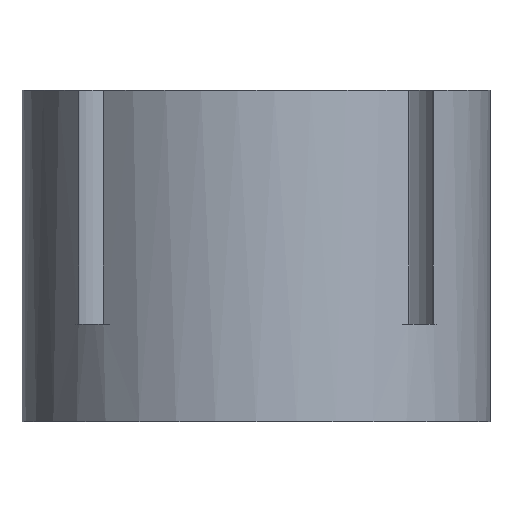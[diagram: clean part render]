
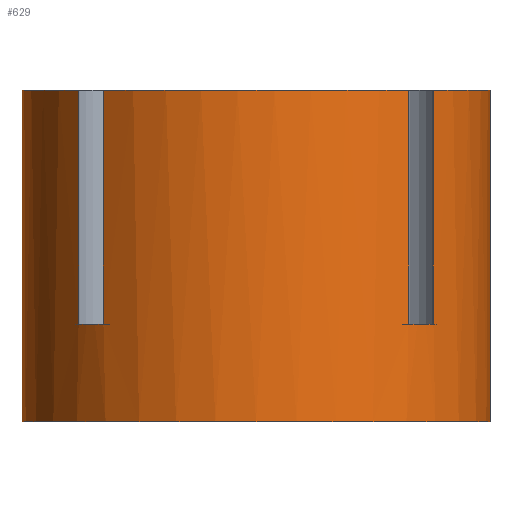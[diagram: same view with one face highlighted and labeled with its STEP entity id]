
A CAD part, front view. The second image highlights one B-rep face of the part: STEP entity #629.
In plain terms, the highlighted cylindrical face has radius 12 mm (diameter 24 mm), a partial arc.
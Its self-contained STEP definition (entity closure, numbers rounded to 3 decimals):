
#4 = AXIS2_PLACEMENT_3D ( 'NONE', #758, #200, #939 ) ;
#13 = EDGE_CURVE ( 'NONE', #779, #232, #158, .T. ) ;
#29 = LINE ( 'NONE', #429, #506 ) ;
#42 = FACE_OUTER_BOUND ( 'NONE', #355, .T. ) ;
#58 = LINE ( 'NONE', #622, #650 ) ;
#67 = EDGE_CURVE ( 'NONE', #984, #521, #389, .T. ) ;
#70 = ORIENTED_EDGE ( 'NONE', *, *, #960, .T. ) ;
#102 = LINE ( 'NONE', #1017, #846 ) ;
#140 = ORIENTED_EDGE ( 'NONE', *, *, #1088, .T. ) ;
#155 = EDGE_CURVE ( 'NONE', #883, #503, #604, .T. ) ;
#158 = CIRCLE ( 'NONE', #370, 12. ) ;
#177 = CARTESIAN_POINT ( 'NONE',  ( 0., 0., 5. ) ) ;
#187 = DIRECTION ( 'NONE',  ( 0., 0., -1. ) ) ;
#200 = DIRECTION ( 'NONE',  ( 0., 0., 1. ) ) ;
#212 = CARTESIAN_POINT ( 'NONE',  ( 12., 0., 17. ) ) ;
#223 = CARTESIAN_POINT ( 'NONE',  ( 0., 0., 17. ) ) ;
#232 = VERTEX_POINT ( 'NONE', #1151 ) ;
#273 = DIRECTION ( 'NONE',  ( 1., 0., 0. ) ) ;
#282 = VERTEX_POINT ( 'NONE', #784 ) ;
#293 = LINE ( 'NONE', #670, #338 ) ;
#300 = CARTESIAN_POINT ( 'NONE',  ( -9.099, -7.824, 5. ) ) ;
#327 = DIRECTION ( 'NONE',  ( 0., 0., -1. ) ) ;
#329 = ORIENTED_EDGE ( 'NONE', *, *, #925, .T. ) ;
#338 = VECTOR ( 'NONE', #1032, 1000. ) ;
#341 = DIRECTION ( 'NONE',  ( -1., 0., 0. ) ) ;
#346 = CARTESIAN_POINT ( 'NONE',  ( 9.099, -7.824, 17. ) ) ;
#349 = ORIENTED_EDGE ( 'NONE', *, *, #155, .F. ) ;
#350 = AXIS2_PLACEMENT_3D ( 'NONE', #573, #1036, #388 ) ;
#355 = EDGE_LOOP ( 'NONE', ( #636, #349, #70, #843, #1164, #520, #329, #404, #792, #1062, #140, #797 ) ) ;
#370 = AXIS2_PLACEMENT_3D ( 'NONE', #177, #1194, #736 ) ;
#373 = VERTEX_POINT ( 'NONE', #543 ) ;
#380 = DIRECTION ( 'NONE',  ( 0., 0., 1. ) ) ;
#385 = DIRECTION ( 'NONE',  ( 0., 0., -1. ) ) ;
#388 = DIRECTION ( 'NONE',  ( 1., 0., 0. ) ) ;
#389 = CIRCLE ( 'NONE', #1159, 12. ) ;
#404 = ORIENTED_EDGE ( 'NONE', *, *, #67, .F. ) ;
#411 = CIRCLE ( 'NONE', #569, 12. ) ;
#429 = CARTESIAN_POINT ( 'NONE',  ( 7.824, -9.099, 11. ) ) ;
#445 = VERTEX_POINT ( 'NONE', #996 ) ;
#448 = CARTESIAN_POINT ( 'NONE',  ( 7.824, -9.099, 17. ) ) ;
#452 = VECTOR ( 'NONE', #380, 1000. ) ;
#472 = DIRECTION ( 'NONE',  ( 1., 0., 0. ) ) ;
#480 = LINE ( 'NONE', #854, #1068 ) ;
#487 = CARTESIAN_POINT ( 'NONE',  ( 0., 0., 0. ) ) ;
#503 = VERTEX_POINT ( 'NONE', #212 ) ;
#506 = VECTOR ( 'NONE', #877, 1000. ) ;
#520 = ORIENTED_EDGE ( 'NONE', *, *, #735, .F. ) ;
#521 = VERTEX_POINT ( 'NONE', #588 ) ;
#523 = CYLINDRICAL_SURFACE ( 'NONE', #710, 12. ) ;
#536 = CIRCLE ( 'NONE', #4, 12. ) ;
#543 = CARTESIAN_POINT ( 'NONE',  ( -12., 0., 0. ) ) ;
#546 = CARTESIAN_POINT ( 'NONE',  ( 7.824, -9.099, 5. ) ) ;
#569 = AXIS2_PLACEMENT_3D ( 'NONE', #223, #602, #970 ) ;
#570 = CARTESIAN_POINT ( 'NONE',  ( -9.099, -7.824, 11. ) ) ;
#573 = CARTESIAN_POINT ( 'NONE',  ( 0., 0., 17. ) ) ;
#581 = CARTESIAN_POINT ( 'NONE',  ( -12., 0., 17. ) ) ;
#588 = CARTESIAN_POINT ( 'NONE',  ( -7.824, -9.099, 5. ) ) ;
#593 = CARTESIAN_POINT ( 'NONE',  ( 0., 0., 17. ) ) ;
#602 = DIRECTION ( 'NONE',  ( 0., 0., 1. ) ) ;
#604 = CIRCLE ( 'NONE', #350, 12. ) ;
#608 = CIRCLE ( 'NONE', #853, 12. ) ;
#622 = CARTESIAN_POINT ( 'NONE',  ( 12., 0., 17. ) ) ;
#626 = EDGE_CURVE ( 'NONE', #890, #804, #536, .T. ) ;
#628 = CARTESIAN_POINT ( 'NONE',  ( -9.099, -7.824, 17. ) ) ;
#629 = ADVANCED_FACE ( 'NONE', ( #42 ), #523, .T. ) ;
#632 = EDGE_CURVE ( 'NONE', #503, #445, #58, .T. ) ;
#636 = ORIENTED_EDGE ( 'NONE', *, *, #632, .F. ) ;
#650 = VECTOR ( 'NONE', #781, 1000. ) ;
#670 = CARTESIAN_POINT ( 'NONE',  ( 9.099, -7.824, 11. ) ) ;
#710 = AXIS2_PLACEMENT_3D ( 'NONE', #593, #327, #341 ) ;
#715 = EDGE_CURVE ( 'NONE', #779, #879, #29, .T. ) ;
#735 = EDGE_CURVE ( 'NONE', #282, #879, #411, .T. ) ;
#736 = DIRECTION ( 'NONE',  ( 1., 0., 0. ) ) ;
#758 = CARTESIAN_POINT ( 'NONE',  ( 0., 0., 17. ) ) ;
#779 = VERTEX_POINT ( 'NONE', #546 ) ;
#781 = DIRECTION ( 'NONE',  ( 0., 0., -1. ) ) ;
#784 = CARTESIAN_POINT ( 'NONE',  ( -7.824, -9.099, 17. ) ) ;
#792 = ORIENTED_EDGE ( 'NONE', *, *, #948, .T. ) ;
#797 = ORIENTED_EDGE ( 'NONE', *, *, #1085, .T. ) ;
#804 = VERTEX_POINT ( 'NONE', #628 ) ;
#843 = ORIENTED_EDGE ( 'NONE', *, *, #13, .F. ) ;
#846 = VECTOR ( 'NONE', #187, 1000. ) ;
#853 = AXIS2_PLACEMENT_3D ( 'NONE', #487, #1101, #273 ) ;
#854 = CARTESIAN_POINT ( 'NONE',  ( -7.824, -9.099, 11. ) ) ;
#877 = DIRECTION ( 'NONE',  ( 0., 0., 1. ) ) ;
#879 = VERTEX_POINT ( 'NONE', #448 ) ;
#883 = VERTEX_POINT ( 'NONE', #346 ) ;
#890 = VERTEX_POINT ( 'NONE', #581 ) ;
#925 = EDGE_CURVE ( 'NONE', #282, #521, #480, .T. ) ;
#939 = DIRECTION ( 'NONE',  ( 1., 0., 0. ) ) ;
#940 = DIRECTION ( 'NONE',  ( 0., 0., 1. ) ) ;
#948 = EDGE_CURVE ( 'NONE', #984, #804, #1116, .T. ) ;
#956 = CARTESIAN_POINT ( 'NONE',  ( 0., 0., 5. ) ) ;
#960 = EDGE_CURVE ( 'NONE', #883, #232, #293, .T. ) ;
#970 = DIRECTION ( 'NONE',  ( 1., 0., 0. ) ) ;
#984 = VERTEX_POINT ( 'NONE', #300 ) ;
#996 = CARTESIAN_POINT ( 'NONE',  ( 12., 0., 0. ) ) ;
#1017 = CARTESIAN_POINT ( 'NONE',  ( -12., 0., 17. ) ) ;
#1032 = DIRECTION ( 'NONE',  ( 0., 0., -1. ) ) ;
#1036 = DIRECTION ( 'NONE',  ( 0., 0., 1. ) ) ;
#1062 = ORIENTED_EDGE ( 'NONE', *, *, #626, .F. ) ;
#1068 = VECTOR ( 'NONE', #385, 1000. ) ;
#1085 = EDGE_CURVE ( 'NONE', #373, #445, #608, .T. ) ;
#1088 = EDGE_CURVE ( 'NONE', #890, #373, #102, .T. ) ;
#1101 = DIRECTION ( 'NONE',  ( 0., 0., 1. ) ) ;
#1116 = LINE ( 'NONE', #570, #452 ) ;
#1151 = CARTESIAN_POINT ( 'NONE',  ( 9.099, -7.824, 5. ) ) ;
#1159 = AXIS2_PLACEMENT_3D ( 'NONE', #956, #940, #472 ) ;
#1164 = ORIENTED_EDGE ( 'NONE', *, *, #715, .T. ) ;
#1194 = DIRECTION ( 'NONE',  ( 0., 0., 1. ) ) ;
